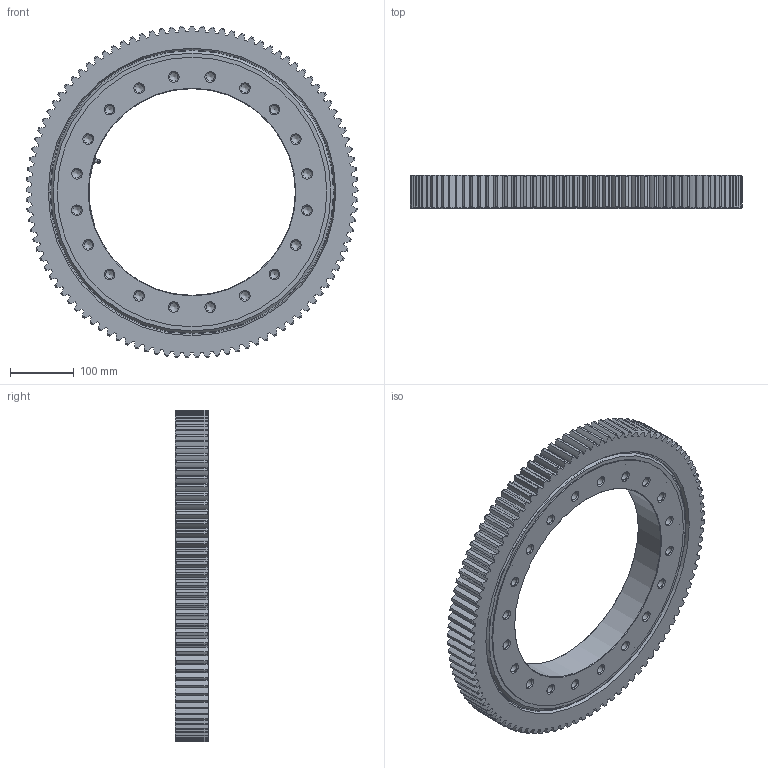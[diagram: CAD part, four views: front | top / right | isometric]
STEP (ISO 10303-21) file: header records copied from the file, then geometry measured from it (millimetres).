
FILE_DESCRIPTION(/* description */ (''),/* implementation_level */ '2;1');
FILE_NAME(/* name */ '30E.0422.25.003.stp',/* time_stamp */ '2025-06-04T13:25:25-04:00',/* author */ ('richard.potesta'),/* organization */ (''),/* preprocessor_version */ 'ST-DEVELOPER v20.1',/* originating_system */ 'Autodesk Inventor 2026',/* authorisation */ '');
FILE_SCHEMA (('AUTOMOTIVE_DESIGN { 1 0 10303 214 3 1 1 }'));
Length unit declared in the file: inch
Products named in the file (4): 30E.0422.25.003; 30E.0422.25.003_1; Spur Gears; 1_8 NPT Fitting
Assembly tree (3 placements, depth 2):
  30E.0422.25.003
    30E.0422.25.003_1
    Spur Gears
    1_8 NPT Fitting
Bounding box: 520.33 x 52.37 x 520.27 mm (x, y, z)
Volume: 5900431.4 mm3; surface area: 882811.6 mm2
Topology: 6 solids, 6 shells, 939 faces, 2681 edges, 1759 vertices
Faces by surface type: cylinder 462, cone 300, torus 85, sphere 62, plane 27, bspline 3
Full cylindrical faces by diameter (mm): 2.536 x2, 13.386 x40, 28.175 x1, 28.226 x1, 323.85 x1, 408.656 x1, 408.681 x1, 418.846 x1, 421.894 x2, 422.656 x2, 425.704 x1, 435.869 x1, 435.894 x1
Entity records: 41112 total; most frequent: CARTESIAN_POINT 16581, ORIENTED_EDGE 5282, DIRECTION 5172, EDGE_CURVE 2641, AXIS2_PLACEMENT_3D 2303, VERTEX_POINT 1759, CIRCLE 1356, EDGE_LOOP 998
